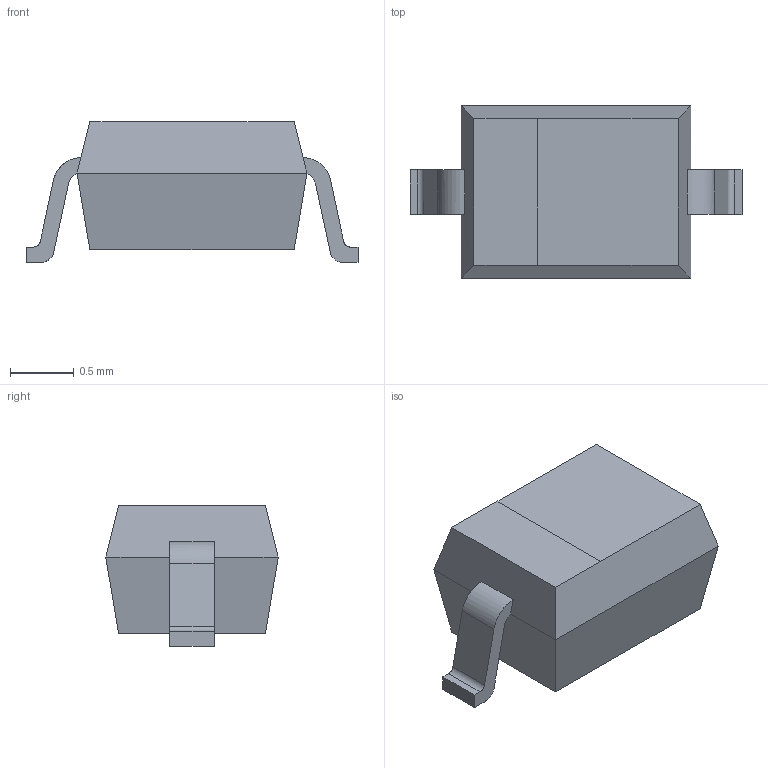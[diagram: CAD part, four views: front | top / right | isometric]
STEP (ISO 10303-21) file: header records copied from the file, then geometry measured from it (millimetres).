
FILE_DESCRIPTION (( 'STEP AP214' ), '1' );
FILE_NAME ('33ACA52E-EE69-4AA3-BDB6-F8E10B79C6F3.STEP', '2024-03-28T01:44:24', ( '' ), ( '' ), 'SwSTEP 2.0', 'SolidWorks 2022', '' );
FILE_SCHEMA (( 'AUTOMOTIVE_DESIGN' ));
Length unit declared in the file: millimetre
Products named in the file (1): 33ACA52E-EE69-4AA3-BDB6-F8E10B79C6F3
Bounding box: 2.6 x 1.35 x 1.1 mm (x, y, z)
Volume: 2.2 mm3; surface area: 11.4 mm2
Topology: 1 solids, 1 shells, 33 faces, 85 edges, 54 vertices
Faces by surface type: plane 25, cylinder 8
Entity records: 1163 total; most frequent: CARTESIAN_POINT 256, ORIENTED_EDGE 170, DIRECTION 128, EDGE_CURVE 85, VECTOR 60, LINE 60, VERTEX_POINT 54, AXIS2_PLACEMENT_3D 34
